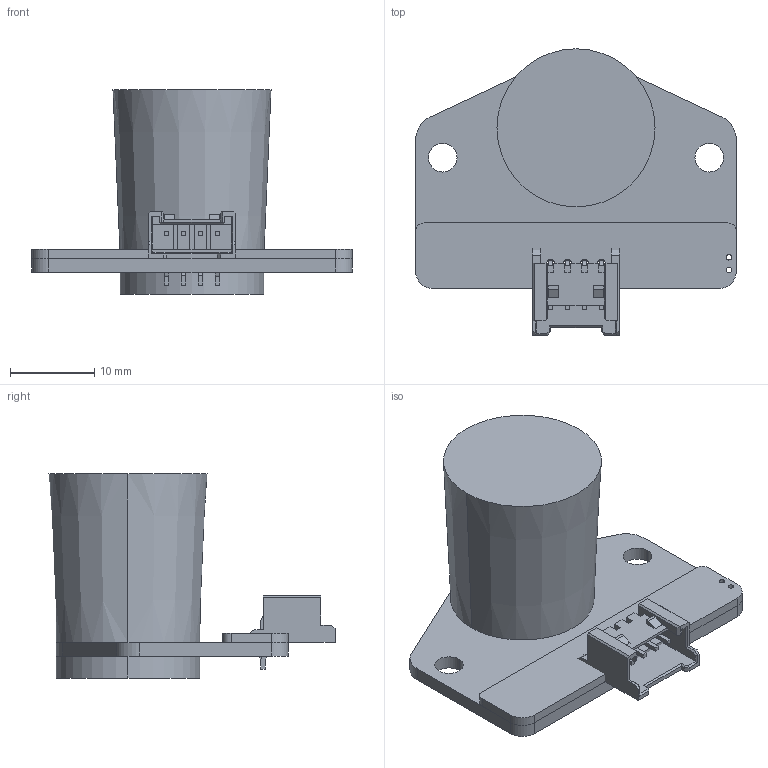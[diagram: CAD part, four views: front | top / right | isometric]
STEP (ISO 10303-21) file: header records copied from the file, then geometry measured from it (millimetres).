
FILE_DESCRIPTION (( 'STEP AP214' ), '1' );
FILE_NAME ('Beacon_RevH.STEP', '2023-11-13T23:28:32', ( '' ), ( '' ), 'SwSTEP 2.0', 'SolidWorks 2022', '' );
FILE_SCHEMA (( 'AUTOMOTIVE_DESIGN' ));
Length unit declared in the file: millimetre
Products named in the file (1): Beacon_RevH
Bounding box: 38 x 33.92 x 24.21 mm (x, y, z)
Volume: 7541.2 mm3; surface area: 5526.4 mm2
Topology: 5 solids, 5 shells, 240 faces, 640 edges, 420 vertices
Faces by surface type: plane 182, cylinder 56, cone 2
Entity records: 9846 total; most frequent: CARTESIAN_POINT 1331, ORIENTED_EDGE 1280, DIRECTION 1228, EDGE_CURVE 640, LINE 514, VECTOR 514, VERTEX_POINT 420, AXIS2_PLACEMENT_3D 357
